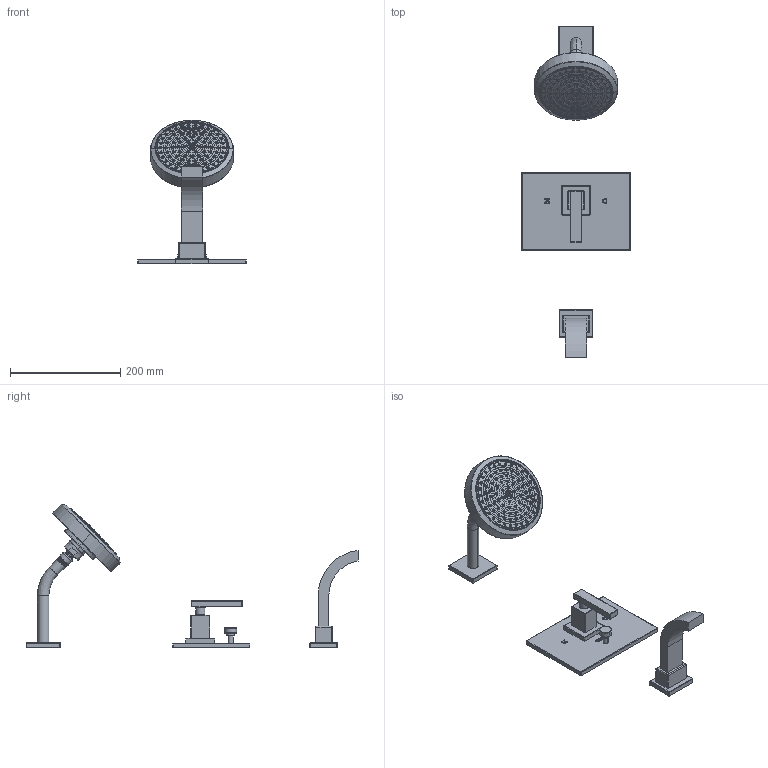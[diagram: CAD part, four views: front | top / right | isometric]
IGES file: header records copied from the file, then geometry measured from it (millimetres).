
Start section:  PTC IGES file: 3-2042bp.igs
Global section: file name: 3-2042bp.igs; native system: Creo Parametric by PTC Inc.; preprocessor: 2018400; author: jinson.thomas; organization: Unknown; date: 20210528.111817; units: inch
Bounding box: 196.85 x 601.47 x 259.96 mm (x, y, z)
Volume: 1101126.4 mm3; surface area: 212121.3 mm2
Topology: 4 solids, 4 shells, 1693 faces, 4675 edges, 3203 vertices
Faces by surface type: revolution 1130, bspline 385, extrusion 178
